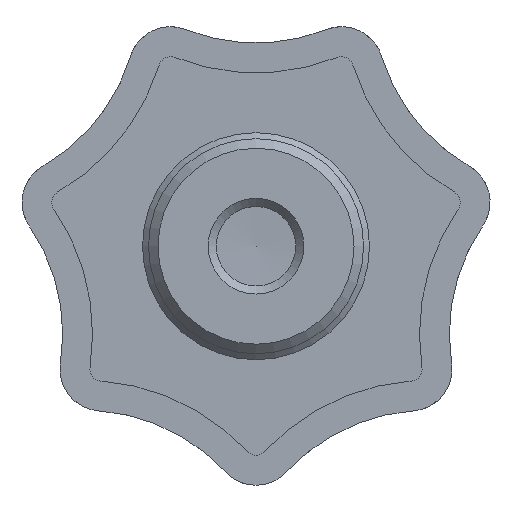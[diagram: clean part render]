
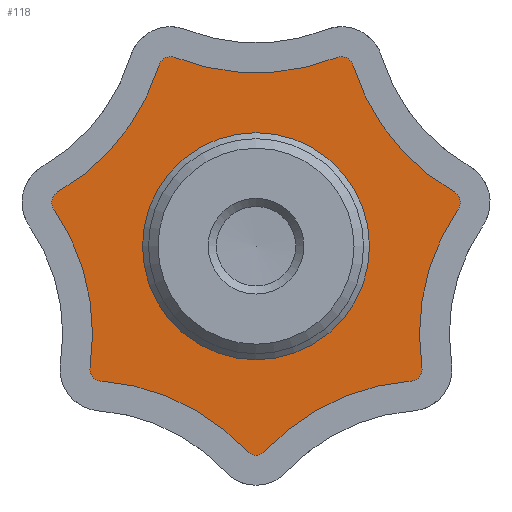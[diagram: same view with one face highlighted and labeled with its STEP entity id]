
A CAD part, front view. The second image highlights one B-rep face of the part: STEP entity #118.
In plain terms, the highlighted planar face has unit normal (0, -1, 0).
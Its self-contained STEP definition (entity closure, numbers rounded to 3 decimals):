
#118 = ADVANCED_FACE( '', ( #256, #257 ), #258, .F. );
#256 = FACE_OUTER_BOUND( '', #411, .T. );
#257 = FACE_BOUND( '', #412, .T. );
#258 = PLANE( '', #413 );
#411 = EDGE_LOOP( '', ( #711, #712, #713, #714, #715, #716, #717, #718, #719, #720, #721, #722, #723, #724 ) );
#412 = EDGE_LOOP( '', ( #725 ) );
#413 = AXIS2_PLACEMENT_3D( '', #726, #727, #728 );
#711 = ORIENTED_EDGE( '', *, *, #959, .T. );
#712 = ORIENTED_EDGE( '', *, *, #973, .F. );
#713 = ORIENTED_EDGE( '', *, *, #919, .T. );
#714 = ORIENTED_EDGE( '', *, *, #882, .F. );
#715 = ORIENTED_EDGE( '', *, *, #981, .T. );
#716 = ORIENTED_EDGE( '', *, *, #909, .F. );
#717 = ORIENTED_EDGE( '', *, *, #982, .T. );
#718 = ORIENTED_EDGE( '', *, *, #977, .F. );
#719 = ORIENTED_EDGE( '', *, *, #983, .T. );
#720 = ORIENTED_EDGE( '', *, *, #984, .F. );
#721 = ORIENTED_EDGE( '', *, *, #915, .T. );
#722 = ORIENTED_EDGE( '', *, *, #925, .F. );
#723 = ORIENTED_EDGE( '', *, *, #966, .T. );
#724 = ORIENTED_EDGE( '', *, *, #985, .F. );
#725 = ORIENTED_EDGE( '', *, *, #986, .T. );
#726 = CARTESIAN_POINT( '', ( -22.539, 20., -8.816 ) );
#727 = DIRECTION( '', ( 0., 1., 0. ) );
#728 = DIRECTION( '', ( 0., 0., 1. ) );
#882 = EDGE_CURVE( '', #1047, #1042, #1049, .T. );
#909 = EDGE_CURVE( '', #1093, #1088, #1095, .T. );
#915 = EDGE_CURVE( '', #1105, #1102, #1106, .T. );
#919 = EDGE_CURVE( '', #1111, #1042, #1112, .T. );
#925 = EDGE_CURVE( '', #1119, #1102, #1121, .T. );
#959 = EDGE_CURVE( '', #1174, #1172, #1175, .T. );
#966 = EDGE_CURVE( '', #1119, #1181, #1183, .T. );
#973 = EDGE_CURVE( '', #1111, #1172, #1192, .T. );
#977 = EDGE_CURVE( '', #1196, #1194, #1198, .T. );
#981 = EDGE_CURVE( '', #1047, #1088, #1202, .T. );
#982 = EDGE_CURVE( '', #1093, #1194, #1203, .T. );
#983 = EDGE_CURVE( '', #1196, #1204, #1205, .T. );
#984 = EDGE_CURVE( '', #1105, #1204, #1206, .T. );
#985 = EDGE_CURVE( '', #1174, #1181, #1207, .T. );
#986 = EDGE_CURVE( '', #1208, #1208, #1209, .T. );
#1042 = VERTEX_POINT( '', #1340 );
#1047 = VERTEX_POINT( '', #1346 );
#1049 = CIRCLE( '', #1349, 1. );
#1088 = VERTEX_POINT( '', #1635 );
#1093 = VERTEX_POINT( '', #1641 );
#1095 = CIRCLE( '', #1644, 1. );
#1102 = VERTEX_POINT( '', #1651 );
#1105 = VERTEX_POINT( '', #1655 );
#1106 = CIRCLE( '', #1656, 18.5 );
#1111 = VERTEX_POINT( '', #1662 );
#1112 = CIRCLE( '', #1663, 18.5 );
#1119 = VERTEX_POINT( '', #1671 );
#1121 = CIRCLE( '', #1674, 1. );
#1172 = VERTEX_POINT( '', #1727 );
#1174 = VERTEX_POINT( '', #1730 );
#1175 = CIRCLE( '', #1731, 18.5 );
#1181 = VERTEX_POINT( '', #1740 );
#1183 = CIRCLE( '', #1743, 18.5 );
#1192 = CIRCLE( '', #1752, 1. );
#1194 = VERTEX_POINT( '', #1754 );
#1196 = VERTEX_POINT( '', #1757 );
#1198 = CIRCLE( '', #1760, 1. );
#1202 = CIRCLE( '', #1765, 18.5 );
#1203 = CIRCLE( '', #1766, 18.5 );
#1204 = VERTEX_POINT( '', #1767 );
#1205 = CIRCLE( '', #1768, 18.5 );
#1206 = CIRCLE( '', #1769, 1. );
#1207 = CIRCLE( '', #1770, 1. );
#1208 = VERTEX_POINT( '', #1771 );
#1209 = CIRCLE( '', #1772, 9.5 );
#1340 = CARTESIAN_POINT( '', ( -0.734, 20., -17.179 ) );
#1346 = CARTESIAN_POINT( '', ( 0.734, 20., -17.179 ) );
#1349 = AXIS2_PLACEMENT_3D( '', #1823, #1824, #1825 );
#1635 = CARTESIAN_POINT( '', ( 12.973, 20., -11.285 ) );
#1641 = CARTESIAN_POINT( '', ( 13.889, 20., -10.137 ) );
#1644 = AXIS2_PLACEMENT_3D( '', #1837, #1838, #1839 );
#1651 = CARTESIAN_POINT( '', ( -6.792, 20., 15.796 ) );
#1655 = CARTESIAN_POINT( '', ( 6.792, 20., 15.796 ) );
#1656 = AXIS2_PLACEMENT_3D( '', #1847, #1848, #1849 );
#1662 = CARTESIAN_POINT( '', ( -12.973, 20., -11.285 ) );
#1663 = AXIS2_PLACEMENT_3D( '', #1854, #1855, #1856 );
#1671 = CARTESIAN_POINT( '', ( -8.115, 20., 15.159 ) );
#1674 = AXIS2_PLACEMENT_3D( '', #1865, #1866, #1867 );
#1727 = CARTESIAN_POINT( '', ( -13.889, 20., -10.137 ) );
#1730 = CARTESIAN_POINT( '', ( -16.911, 20., 3.107 ) );
#1731 = AXIS2_PLACEMENT_3D( '', #1943, #1944, #1945 );
#1740 = CARTESIAN_POINT( '', ( -16.585, 20., 4.539 ) );
#1743 = AXIS2_PLACEMENT_3D( '', #1950, #1951, #1952 );
#1752 = AXIS2_PLACEMENT_3D( '', #1959, #1960, #1961 );
#1754 = CARTESIAN_POINT( '', ( 16.911, 20., 3.107 ) );
#1757 = CARTESIAN_POINT( '', ( 16.585, 20., 4.539 ) );
#1760 = AXIS2_PLACEMENT_3D( '', #1964, #1965, #1966 );
#1765 = AXIS2_PLACEMENT_3D( '', #1968, #1969, #1970 );
#1766 = AXIS2_PLACEMENT_3D( '', #1971, #1972, #1973 );
#1767 = CARTESIAN_POINT( '', ( 8.115, 20., 15.159 ) );
#1768 = AXIS2_PLACEMENT_3D( '', #1974, #1975, #1976 );
#1769 = AXIS2_PLACEMENT_3D( '', #1977, #1978, #1979 );
#1770 = AXIS2_PLACEMENT_3D( '', #1980, #1981, #1982 );
#1771 = CARTESIAN_POINT( '', ( 9.5, 20., 0. ) );
#1772 = AXIS2_PLACEMENT_3D( '', #1983, #1984, #1985 );
#1823 = CARTESIAN_POINT( '', ( 0., 20., -16.5 ) );
#1824 = DIRECTION( '', ( 0., 1., 0. ) );
#1825 = DIRECTION( '', ( 1., 0., 0. ) );
#1837 = CARTESIAN_POINT( '', ( 12.9, 20., -10.288 ) );
#1838 = DIRECTION( '', ( 0., 1., 0. ) );
#1839 = DIRECTION( '', ( 1., 0., 0. ) );
#1847 = CARTESIAN_POINT( '', ( 0., 20., 33.004 ) );
#1848 = DIRECTION( '', ( 0., 1., 0. ) );
#1849 = DIRECTION( '', ( 1., 0., 0. ) );
#1854 = CARTESIAN_POINT( '', ( -14.32, 20., -29.736 ) );
#1855 = DIRECTION( '', ( 0., 1., 0. ) );
#1856 = DIRECTION( '', ( 1., 0., 0. ) );
#1865 = CARTESIAN_POINT( '', ( -7.159, 20., 14.866 ) );
#1866 = DIRECTION( '', ( 0., 1., 0. ) );
#1867 = DIRECTION( '', ( 1., 0., 0. ) );
#1943 = CARTESIAN_POINT( '', ( -32.177, 20., -7.344 ) );
#1944 = DIRECTION( '', ( 0., 1., 0. ) );
#1945 = DIRECTION( '', ( 1., 0., 0. ) );
#1950 = CARTESIAN_POINT( '', ( -25.804, 20., 20.578 ) );
#1951 = DIRECTION( '', ( 0., 1., 0. ) );
#1952 = DIRECTION( '', ( 1., 0., 0. ) );
#1959 = CARTESIAN_POINT( '', ( -12.9, 20., -10.288 ) );
#1960 = DIRECTION( '', ( 0., 1., 0. ) );
#1961 = DIRECTION( '', ( 1., 0., 0. ) );
#1964 = CARTESIAN_POINT( '', ( 16.086, 20., 3.672 ) );
#1965 = DIRECTION( '', ( 0., 1., 0. ) );
#1966 = DIRECTION( '', ( 1., 0., 0. ) );
#1968 = CARTESIAN_POINT( '', ( 14.32, 20., -29.736 ) );
#1969 = DIRECTION( '', ( 0., 1., 0. ) );
#1970 = DIRECTION( '', ( 1., 0., 0. ) );
#1971 = CARTESIAN_POINT( '', ( 32.177, 20., -7.344 ) );
#1972 = DIRECTION( '', ( 0., 1., 0. ) );
#1973 = DIRECTION( '', ( 1., 0., 0. ) );
#1974 = CARTESIAN_POINT( '', ( 25.804, 20., 20.578 ) );
#1975 = DIRECTION( '', ( 0., 1., 0. ) );
#1976 = DIRECTION( '', ( 1., 0., 0. ) );
#1977 = CARTESIAN_POINT( '', ( 7.159, 20., 14.866 ) );
#1978 = DIRECTION( '', ( 0., 1., 0. ) );
#1979 = DIRECTION( '', ( 1., 0., 0. ) );
#1980 = CARTESIAN_POINT( '', ( -16.086, 20., 3.672 ) );
#1981 = DIRECTION( '', ( 0., 1., 0. ) );
#1982 = DIRECTION( '', ( 1., 0., 0. ) );
#1983 = CARTESIAN_POINT( '', ( 0., 20., 0. ) );
#1984 = DIRECTION( '', ( 0., 1., 0. ) );
#1985 = DIRECTION( '', ( 1., 0., 0. ) );
